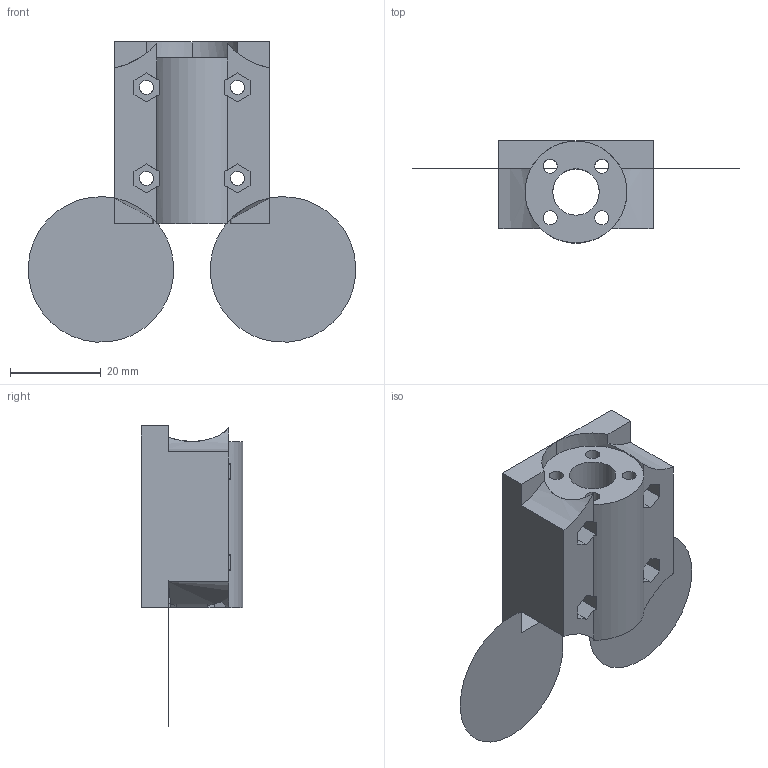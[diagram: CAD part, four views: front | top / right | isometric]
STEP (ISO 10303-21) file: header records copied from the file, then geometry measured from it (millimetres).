
FILE_DESCRIPTION(('FreeCAD Model'),'2;1');
FILE_NAME('Open CASCADE Shape Model','2022-02-11T11:17:39',('Author'),( ''),'Open CASCADE STEP processor 7.5','FreeCAD','Unknown');
FILE_SCHEMA(('AUTOMOTIVE_DESIGN { 1 0 10303 214 1 1 1 1 }'));
Length unit declared in the file: millimetre
Products named in the file (1): Cut033
Bounding box: 71.97 x 22.36 x 65.96 mm (x, y, z)
Volume: 22654.7 mm3; surface area: 10436.5 mm2
Topology: 1 solids, 1 shells, 88 faces, 252 edges, 166 vertices
Faces by surface type: plane 71, cylinder 17
Full cylindrical faces by diameter (mm): 3.1 x8, 10.2 x1, 32 x1
Entity records: 6400 total; most frequent: CARTESIAN_POINT 1501, DIRECTION 849, LINE 521, VECTOR 521, ORIENTED_EDGE 504, PCURVE 504, DEFINITIONAL_REPRESENTATION 504, EDGE_CURVE 252
